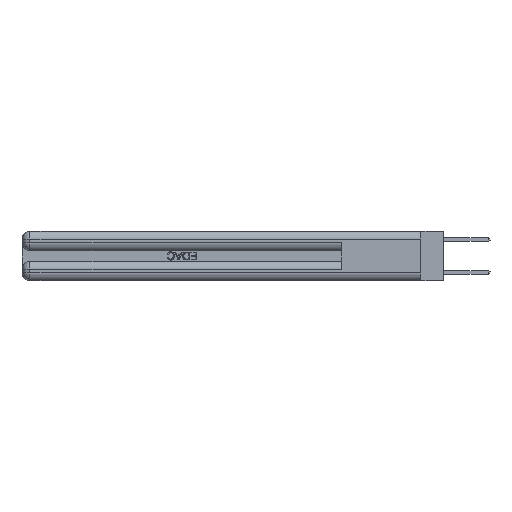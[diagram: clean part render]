
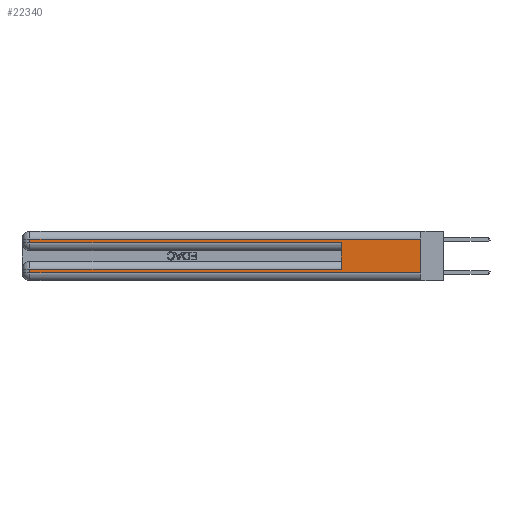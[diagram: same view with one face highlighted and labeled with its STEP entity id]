
A CAD part, left-side view. The second image highlights one B-rep face of the part: STEP entity #22340.
In plain terms, the highlighted planar face has unit normal (-1, 0, 0).
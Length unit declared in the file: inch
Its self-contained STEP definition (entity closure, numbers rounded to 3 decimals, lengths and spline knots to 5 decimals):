
#1018 = VECTOR ( 'NONE', #25221, 39.37008 ) ;
#1266 = CARTESIAN_POINT ( 'NONE',  ( 0., 0.6, 0.285 ) ) ;
#1888 = LINE ( 'NONE', #7850, #25384 ) ;
#1936 = VERTEX_POINT ( 'NONE', #18268 ) ;
#2014 = EDGE_CURVE ( 'NONE', #9559, #1936, #12449, .T. ) ;
#3288 = DIRECTION ( 'NONE',  ( 0., 0., -1. ) ) ;
#3359 = CARTESIAN_POINT ( 'NONE',  ( 0., 0., 0.31 ) ) ;
#4397 = LINE ( 'NONE', #27820, #17707 ) ;
#4581 = ORIENTED_EDGE ( 'NONE', *, *, #4906, .T. ) ;
#4645 = CARTESIAN_POINT ( 'NONE',  ( 0., 2.94, 0.31 ) ) ;
#4906 = EDGE_CURVE ( 'NONE', #8275, #20703, #11617, .T. ) ;
#5617 = CARTESIAN_POINT ( 'NONE',  ( 0., 0., 0.06 ) ) ;
#5723 = DIRECTION ( 'NONE',  ( 0., 1., 0. ) ) ;
#7642 = ORIENTED_EDGE ( 'NONE', *, *, #18087, .T. ) ;
#7695 = EDGE_CURVE ( 'NONE', #15192, #25982, #4397, .T. ) ;
#7703 = CARTESIAN_POINT ( 'NONE',  ( 0., 2.94, 0.06 ) ) ;
#7850 = CARTESIAN_POINT ( 'NONE',  ( 0., 0., 0.085 ) ) ;
#8275 = VERTEX_POINT ( 'NONE', #15708 ) ;
#8914 = CARTESIAN_POINT ( 'NONE',  ( 0., 0., 0.31 ) ) ;
#9335 = VECTOR ( 'NONE', #13730, 39.37008 ) ;
#9376 = VECTOR ( 'NONE', #3288, 39.37008 ) ;
#9559 = VERTEX_POINT ( 'NONE', #4645 ) ;
#9822 = VECTOR ( 'NONE', #10766, 39.37008 ) ;
#10331 = ORIENTED_EDGE ( 'NONE', *, *, #7695, .F. ) ;
#10766 = DIRECTION ( 'NONE',  ( 0., -1., 0. ) ) ;
#11323 = CARTESIAN_POINT ( 'NONE',  ( 0., 0., 0.285 ) ) ;
#11527 = ORIENTED_EDGE ( 'NONE', *, *, #17531, .T. ) ;
#11617 = LINE ( 'NONE', #12176, #14590 ) ;
#11863 = LINE ( 'NONE', #5617, #24437 ) ;
#12176 = CARTESIAN_POINT ( 'NONE',  ( 0., 2.94, 0.37 ) ) ;
#12449 = LINE ( 'NONE', #21085, #1018 ) ;
#12657 = AXIS2_PLACEMENT_3D ( 'NONE', #13051, #17025, #19421 ) ;
#13051 = CARTESIAN_POINT ( 'NONE',  ( 0., 0., 0.37 ) ) ;
#13213 = EDGE_CURVE ( 'NONE', #17043, #9559, #18120, .T. ) ;
#13730 = DIRECTION ( 'NONE',  ( 0., 1., 0. ) ) ;
#14076 = CARTESIAN_POINT ( 'NONE',  ( 0., 0., 0.37 ) ) ;
#14200 = FACE_OUTER_BOUND ( 'NONE', #17252, .T. ) ;
#14291 = EDGE_CURVE ( 'NONE', #17043, #18867, #18608, .T. ) ;
#14590 = VECTOR ( 'NONE', #24672, 39.37008 ) ;
#14682 = EDGE_CURVE ( 'NONE', #1936, #25982, #23673, .T. ) ;
#15192 = VERTEX_POINT ( 'NONE', #22455 ) ;
#15708 = CARTESIAN_POINT ( 'NONE',  ( 0., 2.94, 0.085 ) ) ;
#17025 = DIRECTION ( 'NONE',  ( 1., 0., 0. ) ) ;
#17043 = VERTEX_POINT ( 'NONE', #8914 ) ;
#17252 = EDGE_LOOP ( 'NONE', ( #18111, #25460, #24995, #20556, #10331, #7642, #4581, #11527 ) ) ;
#17531 = EDGE_CURVE ( 'NONE', #20703, #18867, #11863, .T. ) ;
#17707 = VECTOR ( 'NONE', #19013, 39.37008 ) ;
#18087 = EDGE_CURVE ( 'NONE', #15192, #8275, #1888, .T. ) ;
#18111 = ORIENTED_EDGE ( 'NONE', *, *, #14291, .F. ) ;
#18120 = LINE ( 'NONE', #3359, #9335 ) ;
#18268 = CARTESIAN_POINT ( 'NONE',  ( 0., 2.94, 0.285 ) ) ;
#18608 = LINE ( 'NONE', #14076, #9376 ) ;
#18867 = VERTEX_POINT ( 'NONE', #21054 ) ;
#19013 = DIRECTION ( 'NONE',  ( 0., 0., 1. ) ) ;
#19421 = DIRECTION ( 'NONE',  ( 0., 0., -1. ) ) ;
#20556 = ORIENTED_EDGE ( 'NONE', *, *, #14682, .T. ) ;
#20703 = VERTEX_POINT ( 'NONE', #7703 ) ;
#21054 = CARTESIAN_POINT ( 'NONE',  ( 0., 0., 0.06 ) ) ;
#21085 = CARTESIAN_POINT ( 'NONE',  ( 0., 2.94, 0.37 ) ) ;
#22340 = ADVANCED_FACE ( 'NONE', ( #14200 ), #22848, .F. ) ;
#22455 = CARTESIAN_POINT ( 'NONE',  ( 0., 0.6, 0.085 ) ) ;
#22848 = PLANE ( 'NONE',  #12657 ) ;
#23673 = LINE ( 'NONE', #11323, #9822 ) ;
#24437 = VECTOR ( 'NONE', #24497, 39.37008 ) ;
#24497 = DIRECTION ( 'NONE',  ( 0., -1., 0. ) ) ;
#24672 = DIRECTION ( 'NONE',  ( 0., 0., -1. ) ) ;
#24995 = ORIENTED_EDGE ( 'NONE', *, *, #2014, .T. ) ;
#25221 = DIRECTION ( 'NONE',  ( 0., 0., -1. ) ) ;
#25384 = VECTOR ( 'NONE', #5723, 39.37008 ) ;
#25460 = ORIENTED_EDGE ( 'NONE', *, *, #13213, .T. ) ;
#25982 = VERTEX_POINT ( 'NONE', #1266 ) ;
#27820 = CARTESIAN_POINT ( 'NONE',  ( 0., 0.6, 0.145 ) ) ;
